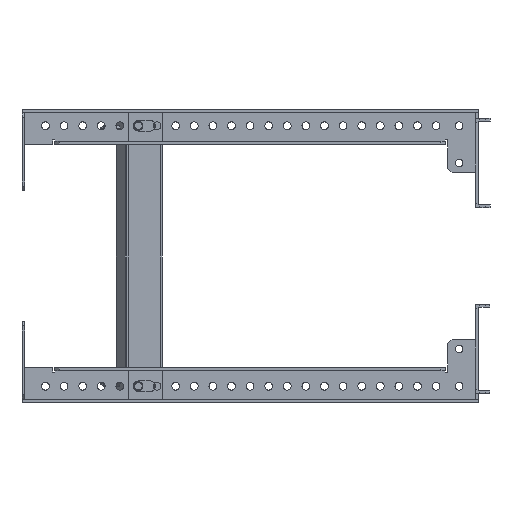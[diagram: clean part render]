
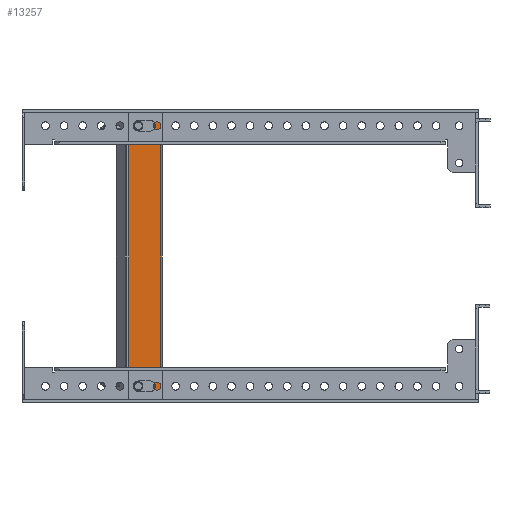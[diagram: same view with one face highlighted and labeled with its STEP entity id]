
A CAD part, front view. The second image highlights one B-rep face of the part: STEP entity #13257.
In plain terms, the highlighted planar face has unit normal (0, -1, 0).
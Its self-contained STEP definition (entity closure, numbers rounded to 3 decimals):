
#77 = ORIENTED_EDGE ( 'NONE', *, *, #27825, .F. ) ;
#256 = DIRECTION ( 'NONE',  ( 0., -1., 0. ) ) ;
#356 = VECTOR ( 'NONE', #594, 1000. ) ;
#594 = DIRECTION ( 'NONE',  ( -1., 0., 0. ) ) ;
#817 = ORIENTED_EDGE ( 'NONE', *, *, #6569, .T. ) ;
#1455 = ORIENTED_EDGE ( 'NONE', *, *, #14782, .T. ) ;
#1465 = VECTOR ( 'NONE', #13216, 1000. ) ;
#1731 = EDGE_CURVE ( 'NONE', #10090, #20902, #31554, .T. ) ;
#1738 = LINE ( 'NONE', #15277, #1465 ) ;
#1755 = VECTOR ( 'NONE', #24434, 1000. ) ;
#1834 = DIRECTION ( 'NONE',  ( 0., 1., 0. ) ) ;
#2653 = FACE_BOUND ( 'NONE', #10613, .T. ) ;
#3078 = CARTESIAN_POINT ( 'NONE',  ( 1112.27, -253.815, -84. ) ) ;
#3228 = CARTESIAN_POINT ( 'NONE',  ( 1105.77, -253.815, 97.5 ) ) ;
#3532 = AXIS2_PLACEMENT_3D ( 'NONE', #26277, #17050, #28351 ) ;
#3542 = EDGE_CURVE ( 'NONE', #31677, #28736, #15258, .T. ) ;
#3916 = ORIENTED_EDGE ( 'NONE', *, *, #9598, .F. ) ;
#3931 = VERTEX_POINT ( 'NONE', #24312 ) ;
#4053 = EDGE_CURVE ( 'NONE', #14208, #32783, #27690, .T. ) ;
#4489 = LINE ( 'NONE', #10578, #18671 ) ;
#5266 = AXIS2_PLACEMENT_3D ( 'NONE', #13508, #1834, #29987 ) ;
#5323 = CARTESIAN_POINT ( 'NONE',  ( 1120.27, -253.815, 84. ) ) ;
#5782 = EDGE_CURVE ( 'NONE', #9741, #31677, #4489, .T. ) ;
#5954 = CARTESIAN_POINT ( 'NONE',  ( 1108.77, -253.815, -87.5 ) ) ;
#6077 = CARTESIAN_POINT ( 'NONE',  ( 1112.27, -253.815, 84. ) ) ;
#6569 = EDGE_CURVE ( 'NONE', #28736, #10090, #34909, .T. ) ;
#6848 = VERTEX_POINT ( 'NONE', #3078 ) ;
#7080 = CARTESIAN_POINT ( 'NONE',  ( 1120.27, -253.815, -91. ) ) ;
#7085 = LINE ( 'NONE', #30038, #31668 ) ;
#7154 = VERTEX_POINT ( 'NONE', #18399 ) ;
#8024 = CIRCLE ( 'NONE', #23347, 3.5 ) ;
#8418 = CARTESIAN_POINT ( 'NONE',  ( 1112.27, -253.815, -91. ) ) ;
#8783 = LINE ( 'NONE', #3228, #18764 ) ;
#9152 = DIRECTION ( 'NONE',  ( -1., 0., 0. ) ) ;
#9258 = CIRCLE ( 'NONE', #33513, 3.5 ) ;
#9563 = CARTESIAN_POINT ( 'NONE',  ( 1112.27, -253.815, 84. ) ) ;
#9598 = EDGE_CURVE ( 'NONE', #14949, #25568, #33676, .T. ) ;
#9741 = VERTEX_POINT ( 'NONE', #20880 ) ;
#9806 = ORIENTED_EDGE ( 'NONE', *, *, #21415, .F. ) ;
#10090 = VERTEX_POINT ( 'NONE', #6077 ) ;
#10557 = ORIENTED_EDGE ( 'NONE', *, *, #22319, .F. ) ;
#10578 = CARTESIAN_POINT ( 'NONE',  ( 1112.27, -253.815, 91. ) ) ;
#10613 = EDGE_LOOP ( 'NONE', ( #9806, #3916, #77, #10557, #11935 ) ) ;
#10686 = VERTEX_POINT ( 'NONE', #36284 ) ;
#10975 = FACE_BOUND ( 'NONE', #18127, .T. ) ;
#11109 = VECTOR ( 'NONE', #20832, 1000. ) ;
#11493 = ORIENTED_EDGE ( 'NONE', *, *, #3542, .T. ) ;
#11875 = CARTESIAN_POINT ( 'NONE',  ( 1112.27, -253.815, 87.5 ) ) ;
#11935 = ORIENTED_EDGE ( 'NONE', *, *, #31880, .F. ) ;
#12270 = CARTESIAN_POINT ( 'NONE',  ( 1112.27, -253.815, -84. ) ) ;
#13213 = CARTESIAN_POINT ( 'NONE',  ( 1150.113, -253.815, -97.5 ) ) ;
#13216 = DIRECTION ( 'NONE',  ( 0., 0., 1. ) ) ;
#13257 = ADVANCED_FACE ( 'NONE', ( #22625, #2653, #10975 ), #27474, .F. ) ;
#13298 = EDGE_CURVE ( 'NONE', #20902, #9741, #9258, .T. ) ;
#13463 = ORIENTED_EDGE ( 'NONE', *, *, #21002, .F. ) ;
#13508 = CARTESIAN_POINT ( 'NONE',  ( 1120.27, -253.815, 87.5 ) ) ;
#13759 = DIRECTION ( 'NONE',  ( 0., 1., 0. ) ) ;
#13944 = CARTESIAN_POINT ( 'NONE',  ( 1112.27, -253.815, 87.5 ) ) ;
#14136 = CARTESIAN_POINT ( 'NONE',  ( 1150.737, -253.815, 0. ) ) ;
#14208 = VERTEX_POINT ( 'NONE', #28959 ) ;
#14782 = EDGE_CURVE ( 'NONE', #14208, #3931, #21306, .T. ) ;
#14949 = VERTEX_POINT ( 'NONE', #5954 ) ;
#15258 = CIRCLE ( 'NONE', #5266, 3.5 ) ;
#15277 = CARTESIAN_POINT ( 'NONE',  ( 1105.77, -253.815, -97.5 ) ) ;
#17050 = DIRECTION ( 'NONE',  ( 0., -1., 0. ) ) ;
#17077 = EDGE_LOOP ( 'NONE', ( #20678, #13463, #22264, #1455 ) ) ;
#17131 = CARTESIAN_POINT ( 'NONE',  ( 1120.27, -253.815, -87.5 ) ) ;
#17245 = DIRECTION ( 'NONE',  ( 0., 1., 0. ) ) ;
#17581 = CARTESIAN_POINT ( 'NONE',  ( 1105.77, -253.815, -97.5 ) ) ;
#17938 = AXIS2_PLACEMENT_3D ( 'NONE', #11875, #17245, #22789 ) ;
#18127 = EDGE_LOOP ( 'NONE', ( #27784, #21789, #20478, #11493, #817 ) ) ;
#18299 = AXIS2_PLACEMENT_3D ( 'NONE', #17131, #256, #9152 ) ;
#18399 = CARTESIAN_POINT ( 'NONE',  ( 1105.77, -253.815, 97.5 ) ) ;
#18671 = VECTOR ( 'NONE', #24260, 1000. ) ;
#18764 = VECTOR ( 'NONE', #26162, 1000. ) ;
#20219 = LINE ( 'NONE', #12270, #356 ) ;
#20478 = ORIENTED_EDGE ( 'NONE', *, *, #5782, .T. ) ;
#20678 = ORIENTED_EDGE ( 'NONE', *, *, #24525, .F. ) ;
#20832 = DIRECTION ( 'NONE',  ( -1., 0., 0. ) ) ;
#20880 = CARTESIAN_POINT ( 'NONE',  ( 1112.27, -253.815, 91. ) ) ;
#20902 = VERTEX_POINT ( 'NONE', #23407 ) ;
#21002 = EDGE_CURVE ( 'NONE', #32783, #7154, #1738, .T. ) ;
#21306 = LINE ( 'NONE', #27435, #1755 ) ;
#21415 = EDGE_CURVE ( 'NONE', #25568, #33577, #7085, .T. ) ;
#21789 = ORIENTED_EDGE ( 'NONE', *, *, #13298, .T. ) ;
#22264 = ORIENTED_EDGE ( 'NONE', *, *, #4053, .F. ) ;
#22319 = EDGE_CURVE ( 'NONE', #10686, #6848, #20219, .T. ) ;
#22456 = DIRECTION ( 'NONE',  ( -1., 0., 0. ) ) ;
#22625 = FACE_OUTER_BOUND ( 'NONE', #17077, .T. ) ;
#22789 = DIRECTION ( 'NONE',  ( -1., 0., 0. ) ) ;
#23347 = AXIS2_PLACEMENT_3D ( 'NONE', #33161, #35526, #24625 ) ;
#23407 = CARTESIAN_POINT ( 'NONE',  ( 1108.77, -253.815, 87.5 ) ) ;
#23612 = CIRCLE ( 'NONE', #18299, 3.5 ) ;
#24260 = DIRECTION ( 'NONE',  ( 1., 0., 0. ) ) ;
#24312 = CARTESIAN_POINT ( 'NONE',  ( 1128.272, -253.815, 97.5 ) ) ;
#24434 = DIRECTION ( 'NONE',  ( 0., 0., 1. ) ) ;
#24525 = EDGE_CURVE ( 'NONE', #7154, #3931, #8783, .T. ) ;
#24625 = DIRECTION ( 'NONE',  ( -1., 0., 0. ) ) ;
#25568 = VERTEX_POINT ( 'NONE', #8418 ) ;
#26162 = DIRECTION ( 'NONE',  ( 1., 0., 0. ) ) ;
#26277 = CARTESIAN_POINT ( 'NONE',  ( 1112.27, -253.815, -87.5 ) ) ;
#27435 = CARTESIAN_POINT ( 'NONE',  ( 1128.272, -253.815, -100.859 ) ) ;
#27474 = PLANE ( 'NONE',  #35239 ) ;
#27671 = DIRECTION ( 'NONE',  ( 1., 0., 0. ) ) ;
#27690 = LINE ( 'NONE', #13213, #32824 ) ;
#27784 = ORIENTED_EDGE ( 'NONE', *, *, #1731, .T. ) ;
#27825 = EDGE_CURVE ( 'NONE', #6848, #14949, #8024, .T. ) ;
#27843 = DIRECTION ( 'NONE',  ( 0., 1., 0. ) ) ;
#28031 = DIRECTION ( 'NONE',  ( -1., 0., 0. ) ) ;
#28351 = DIRECTION ( 'NONE',  ( -1., 0., 0. ) ) ;
#28736 = VERTEX_POINT ( 'NONE', #5323 ) ;
#28959 = CARTESIAN_POINT ( 'NONE',  ( 1128.272, -253.815, -97.5 ) ) ;
#29651 = DIRECTION ( 'NONE',  ( 1., 0., 0. ) ) ;
#29987 = DIRECTION ( 'NONE',  ( -1., 0., 0. ) ) ;
#30038 = CARTESIAN_POINT ( 'NONE',  ( 1112.27, -253.815, -91. ) ) ;
#31554 = CIRCLE ( 'NONE', #17938, 3.5 ) ;
#31668 = VECTOR ( 'NONE', #29651, 1000. ) ;
#31677 = VERTEX_POINT ( 'NONE', #33753 ) ;
#31880 = EDGE_CURVE ( 'NONE', #33577, #10686, #23612, .T. ) ;
#32783 = VERTEX_POINT ( 'NONE', #17581 ) ;
#32824 = VECTOR ( 'NONE', #28031, 1000. ) ;
#33161 = CARTESIAN_POINT ( 'NONE',  ( 1112.27, -253.815, -87.5 ) ) ;
#33513 = AXIS2_PLACEMENT_3D ( 'NONE', #13944, #13759, #22456 ) ;
#33577 = VERTEX_POINT ( 'NONE', #7080 ) ;
#33676 = CIRCLE ( 'NONE', #3532, 3.5 ) ;
#33753 = CARTESIAN_POINT ( 'NONE',  ( 1120.27, -253.815, 91. ) ) ;
#34909 = LINE ( 'NONE', #9563, #11109 ) ;
#35239 = AXIS2_PLACEMENT_3D ( 'NONE', #14136, #27843, #27671 ) ;
#35526 = DIRECTION ( 'NONE',  ( 0., -1., 0. ) ) ;
#36284 = CARTESIAN_POINT ( 'NONE',  ( 1120.27, -253.815, -84. ) ) ;
